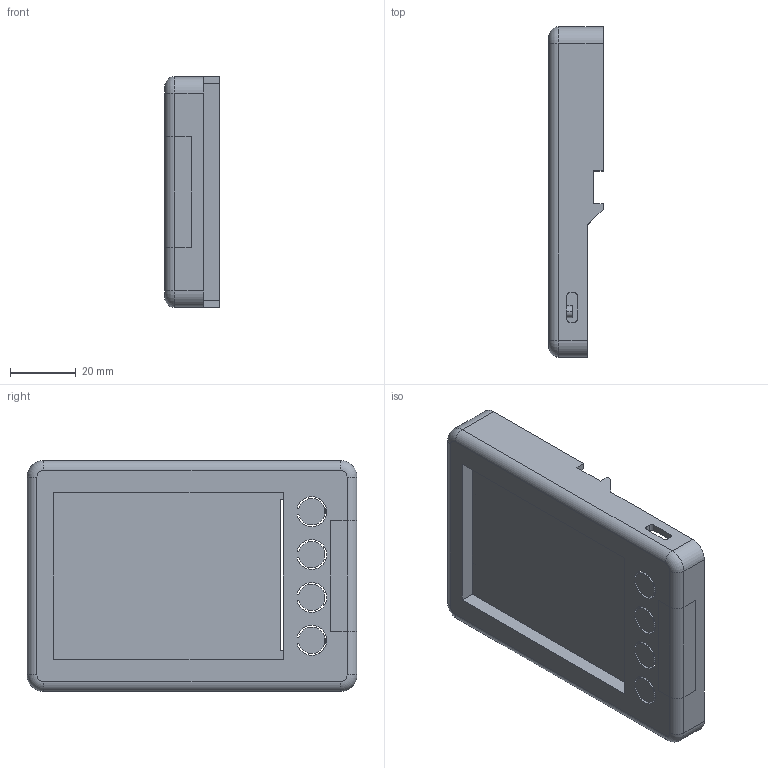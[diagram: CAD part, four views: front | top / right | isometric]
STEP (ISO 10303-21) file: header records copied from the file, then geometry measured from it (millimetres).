
FILE_DESCRIPTION (( 'STEP AP214' ), '1' );
FILE_NAME ('醱裔.STEP', '2025-04-13T12:20:32', ( '' ), ( '' ), 'SwSTEP 2.0', 'SolidWorks 2024', '' );
FILE_SCHEMA (( 'AUTOMOTIVE_DESIGN' ));
Length unit declared in the file: millimetre
Products named in the file (1): 面盖
Bounding box: 16.5 x 100 x 70 mm (x, y, z)
Volume: 22306.2 mm3; surface area: 27689 mm2
Topology: 2 solids, 2 shells, 228 faces, 620 edges, 406 vertices
Faces by surface type: plane 119, cylinder 101, torus 8
Entity records: 7394 total; most frequent: CARTESIAN_POINT 1381, DIRECTION 1288, ORIENTED_EDGE 1240, EDGE_CURVE 620, AXIS2_PLACEMENT_3D 451, VERTEX_POINT 406, VECTOR 386, LINE 386
